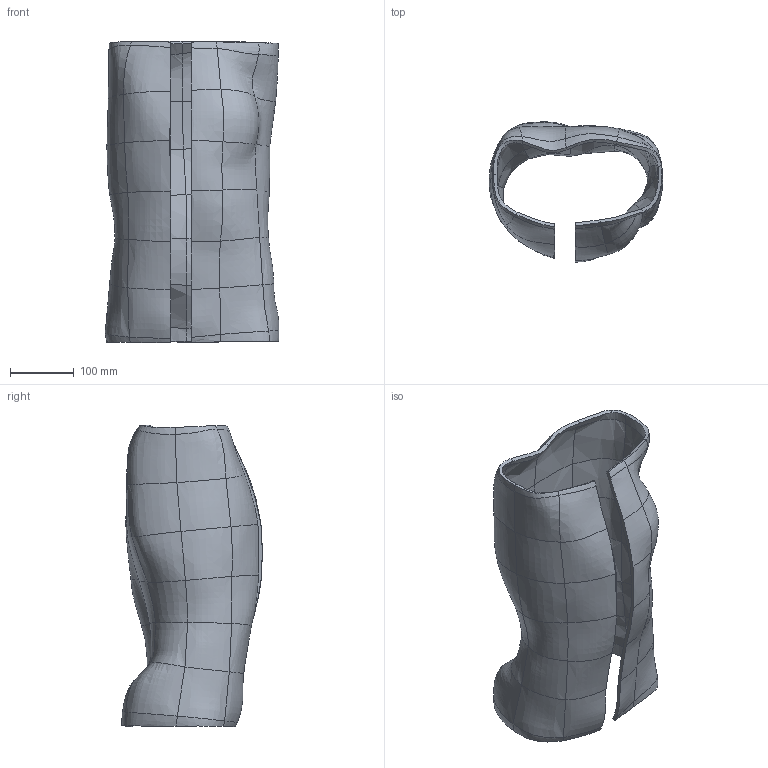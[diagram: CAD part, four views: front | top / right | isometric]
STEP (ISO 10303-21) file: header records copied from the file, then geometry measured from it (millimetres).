
FILE_DESCRIPTION(('FreeCAD Model'),'2;1');
FILE_NAME('Open CASCADE Shape Model','2025-04-29T14:37:29',('FreeCAD'),( 'FreeCAD'),'Open CASCADE STEP processor 7.6','FreeCAD','Unknown');
FILE_SCHEMA(('AUTOMOTIVE_DESIGN { 1 0 10303 214 1 1 1 1 }'));
Products named in the file (1): Open CASCADE STEP translator 7.6 1
Bounding box: 272.9 x 220.93 x 474.41 mm (x, y, z)
Volume: 1765314.4 mm3; surface area: 663844.8 mm2
Topology: 1 solids, 1 shells, 171 faces, 361 edges, 192 vertices
Faces by surface type: bspline 171
Entity records: 182913 total; most frequent: CARTESIAN_POINT 180576, ORIENTED_EDGE 722, EDGE_CURVE 361, B_SPLINE_CURVE_WITH_KNOTS 361, VERTEX_POINT 192, ADVANCED_FACE 171, FACE_BOUND 171, EDGE_LOOP 171
